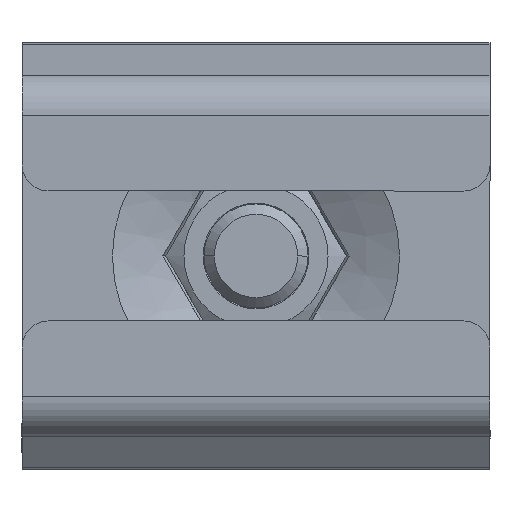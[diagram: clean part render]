
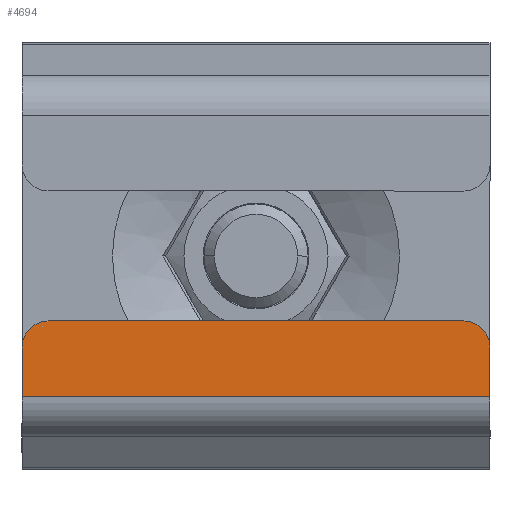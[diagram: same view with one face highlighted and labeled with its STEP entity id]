
A CAD part, front view. The second image highlights one B-rep face of the part: STEP entity #4694.
In plain terms, the highlighted planar face has unit normal (0, -1, 0).
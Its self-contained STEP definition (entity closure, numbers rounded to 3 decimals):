
#11 = CARTESIAN_POINT ( 'NONE',  ( -40., -81., -17.5 ) ) ;
#33 = ORIENTED_EDGE ( 'NONE', *, *, #6095, .T. ) ;
#168 = VERTEX_POINT ( 'NONE', #1452 ) ;
#318 = EDGE_CURVE ( 'NONE', #4863, #7168, #651, .T. ) ;
#579 = DIRECTION ( 'NONE',  ( -1., 0., 0. ) ) ;
#600 = VECTOR ( 'NONE', #5356, 1000. ) ;
#651 = LINE ( 'NONE', #1285, #2145 ) ;
#1017 = PLANE ( 'NONE',  #2430 ) ;
#1238 = EDGE_CURVE ( 'NONE', #168, #4863, #1515, .T. ) ;
#1285 = CARTESIAN_POINT ( 'NONE',  ( -45., -81., -12.5 ) ) ;
#1317 = CARTESIAN_POINT ( 'NONE',  ( 45., -81., 0. ) ) ;
#1328 = ORIENTED_EDGE ( 'NONE', *, *, #6554, .T. ) ;
#1452 = CARTESIAN_POINT ( 'NONE',  ( 45., -81., -17.5 ) ) ;
#1515 = CIRCLE ( 'NONE', #7071, 5. ) ;
#2137 = VERTEX_POINT ( 'NONE', #3423 ) ;
#2145 = VECTOR ( 'NONE', #579, 1000. ) ;
#2287 = CARTESIAN_POINT ( 'NONE',  ( -45., -81., -17.5 ) ) ;
#2322 = CARTESIAN_POINT ( 'NONE',  ( -45., -81., -27.065 ) ) ;
#2430 = AXIS2_PLACEMENT_3D ( 'NONE', #4410, #5639, #2775 ) ;
#2475 = LINE ( 'NONE', #4216, #600 ) ;
#2496 = DIRECTION ( 'NONE',  ( 0., 0., -1. ) ) ;
#2535 = LINE ( 'NONE', #1317, #3274 ) ;
#2775 = DIRECTION ( 'NONE',  ( 0., 0., 1. ) ) ;
#3119 = CARTESIAN_POINT ( 'NONE',  ( -40., -81., -12.5 ) ) ;
#3130 = ORIENTED_EDGE ( 'NONE', *, *, #318, .T. ) ;
#3222 = FACE_OUTER_BOUND ( 'NONE', #6028, .T. ) ;
#3274 = VECTOR ( 'NONE', #2496, 1000. ) ;
#3423 = CARTESIAN_POINT ( 'NONE',  ( -45., -81., -27.065 ) ) ;
#3813 = ORIENTED_EDGE ( 'NONE', *, *, #1238, .T. ) ;
#3999 = ORIENTED_EDGE ( 'NONE', *, *, #5405, .F. ) ;
#4132 = VERTEX_POINT ( 'NONE', #2287 ) ;
#4136 = EDGE_CURVE ( 'NONE', #2137, #5953, #6347, .T. ) ;
#4216 = CARTESIAN_POINT ( 'NONE',  ( -45., -81., 0. ) ) ;
#4364 = CARTESIAN_POINT ( 'NONE',  ( 45., -81., -27.065 ) ) ;
#4410 = CARTESIAN_POINT ( 'NONE',  ( -45., -81., -12.5 ) ) ;
#4658 = DIRECTION ( 'NONE',  ( 1., 0., 0. ) ) ;
#4684 = AXIS2_PLACEMENT_3D ( 'NONE', #11, #5246, #5855 ) ;
#4694 = ADVANCED_FACE ( 'NONE', ( #3222 ), #1017, .T. ) ;
#4863 = VERTEX_POINT ( 'NONE', #6462 ) ;
#4871 = VECTOR ( 'NONE', #4658, 1000. ) ;
#5246 = DIRECTION ( 'NONE',  ( 0., -1., 0. ) ) ;
#5325 = CARTESIAN_POINT ( 'NONE',  ( 40., -81., -17.5 ) ) ;
#5356 = DIRECTION ( 'NONE',  ( 0., 0., -1. ) ) ;
#5405 = EDGE_CURVE ( 'NONE', #168, #5953, #2535, .T. ) ;
#5639 = DIRECTION ( 'NONE',  ( 0., -1., 0. ) ) ;
#5786 = CIRCLE ( 'NONE', #4684, 5. ) ;
#5855 = DIRECTION ( 'NONE',  ( 0., 0., -1. ) ) ;
#5953 = VERTEX_POINT ( 'NONE', #4364 ) ;
#6028 = EDGE_LOOP ( 'NONE', ( #33, #6489, #3999, #3813, #3130, #1328 ) ) ;
#6095 = EDGE_CURVE ( 'NONE', #4132, #2137, #2475, .T. ) ;
#6308 = DIRECTION ( 'NONE',  ( 0., 0., 1. ) ) ;
#6347 = LINE ( 'NONE', #2322, #4871 ) ;
#6462 = CARTESIAN_POINT ( 'NONE',  ( 40., -81., -12.5 ) ) ;
#6489 = ORIENTED_EDGE ( 'NONE', *, *, #4136, .T. ) ;
#6554 = EDGE_CURVE ( 'NONE', #7168, #4132, #5786, .T. ) ;
#6986 = DIRECTION ( 'NONE',  ( 0., -1., 0. ) ) ;
#7071 = AXIS2_PLACEMENT_3D ( 'NONE', #5325, #6986, #6308 ) ;
#7168 = VERTEX_POINT ( 'NONE', #3119 ) ;
